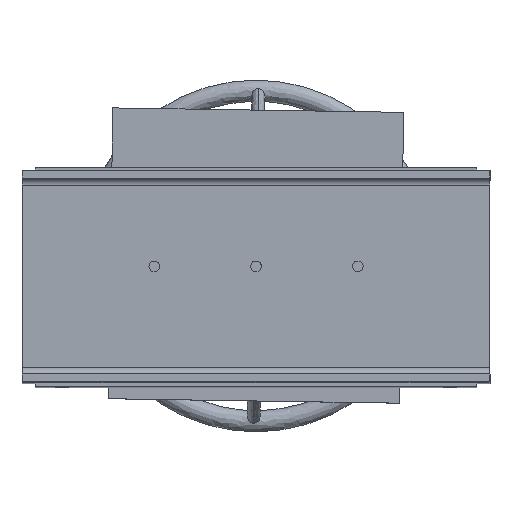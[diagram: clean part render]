
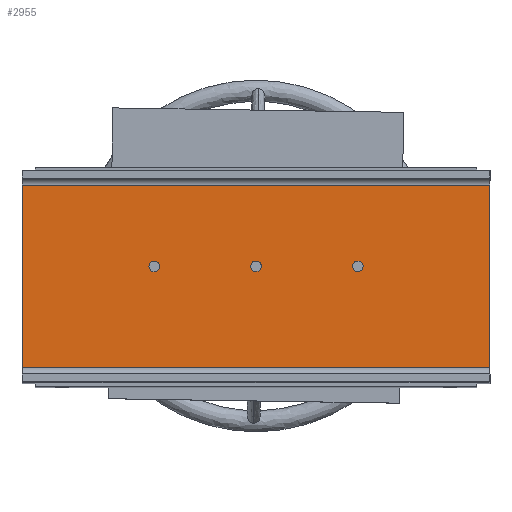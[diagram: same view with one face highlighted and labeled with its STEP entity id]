
A CAD part, top view. The second image highlights one B-rep face of the part: STEP entity #2955.
In plain terms, the highlighted free-form (B-spline) face has degree [1, 1] with [2, 2] control points.
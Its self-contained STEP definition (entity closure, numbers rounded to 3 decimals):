
#2440 = VERTEX_POINT('',#2441);
#2441 = CARTESIAN_POINT('',(125.104,324.191,
    849.075));
#2459 = VERTEX_POINT('',#2460);
#2460 = CARTESIAN_POINT('',(131.963,324.191,
    849.075));
#2465 = EDGE_CURVE('',#2459,#2440,#2466,.T.);
#2466 = ( BOUNDED_CURVE() B_SPLINE_CURVE(2,(#2467,#2468,#2469,#2470,
#2471),.UNSPECIFIED.,.F.,.F.) B_SPLINE_CURVE_WITH_KNOTS((3,2,3),(
    4.712,6.283,7.854),
.PIECEWISE_BEZIER_KNOTS.) CURVE() GEOMETRIC_REPRESENTATION_ITEM() 
RATIONAL_B_SPLINE_CURVE((1.,0.707,1.,0.707,1.)) 
REPRESENTATION_ITEM('') );
#2467 = CARTESIAN_POINT('',(131.963,324.191,
    849.075));
#2468 = CARTESIAN_POINT('',(131.963,320.762,
    849.075));
#2469 = CARTESIAN_POINT('',(128.534,320.762,
    849.075));
#2470 = CARTESIAN_POINT('',(125.104,320.762,
    849.075));
#2471 = CARTESIAN_POINT('',(125.104,324.191,
    849.075));
#2488 = VERTEX_POINT('',#2489);
#2489 = CARTESIAN_POINT('',(59.093,324.191,
    849.075));
#2507 = VERTEX_POINT('',#2508);
#2508 = CARTESIAN_POINT('',(65.952,324.191,
    849.075));
#2513 = EDGE_CURVE('',#2507,#2488,#2514,.T.);
#2514 = ( BOUNDED_CURVE() B_SPLINE_CURVE(2,(#2515,#2516,#2517,#2518,
#2519),.UNSPECIFIED.,.F.,.F.) B_SPLINE_CURVE_WITH_KNOTS((3,2,3),(
    4.712,6.283,7.854),
.PIECEWISE_BEZIER_KNOTS.) CURVE() GEOMETRIC_REPRESENTATION_ITEM() 
RATIONAL_B_SPLINE_CURVE((1.,0.707,1.,0.707,1.)) 
REPRESENTATION_ITEM('') );
#2515 = CARTESIAN_POINT('',(65.952,324.191,
    849.075));
#2516 = CARTESIAN_POINT('',(65.952,320.762,
    849.075));
#2517 = CARTESIAN_POINT('',(62.522,320.762,
    849.075));
#2518 = CARTESIAN_POINT('',(59.093,320.762,
    849.075));
#2519 = CARTESIAN_POINT('',(59.093,324.191,
    849.075));
#2536 = VERTEX_POINT('',#2537);
#2537 = CARTESIAN_POINT('',(191.115,324.191,
    849.075));
#2555 = VERTEX_POINT('',#2556);
#2556 = CARTESIAN_POINT('',(197.974,324.191,
    849.075));
#2561 = EDGE_CURVE('',#2555,#2536,#2562,.T.);
#2562 = ( BOUNDED_CURVE() B_SPLINE_CURVE(2,(#2563,#2564,#2565,#2566,
#2567),.UNSPECIFIED.,.F.,.F.) B_SPLINE_CURVE_WITH_KNOTS((3,2,3),(
    4.712,6.283,7.854),
.PIECEWISE_BEZIER_KNOTS.) CURVE() GEOMETRIC_REPRESENTATION_ITEM() 
RATIONAL_B_SPLINE_CURVE((1.,0.707,1.,0.707,1.)) 
REPRESENTATION_ITEM('') );
#2563 = CARTESIAN_POINT('',(197.974,324.191,
    849.075));
#2564 = CARTESIAN_POINT('',(197.974,320.762,
    849.075));
#2565 = CARTESIAN_POINT('',(194.545,320.762,
    849.075));
#2566 = CARTESIAN_POINT('',(191.115,320.762,
    849.075));
#2567 = CARTESIAN_POINT('',(191.115,324.191,
    849.075));
#2929 = VERTEX_POINT('',#2930);
#2930 = CARTESIAN_POINT('',(-23.206,258.609,
    849.075));
#2936 = EDGE_CURVE('',#2929,#2937,#2939,.T.);
#2937 = VERTEX_POINT('',#2938);
#2938 = CARTESIAN_POINT('',(280.273,258.609,
    849.075));
#2939 = B_SPLINE_CURVE_WITH_KNOTS('',1,(#2940,#2941),.UNSPECIFIED.,.F.,
  .F.,(2,2),(-0.,354.),.PIECEWISE_BEZIER_KNOTS.);
#2940 = CARTESIAN_POINT('',(-23.206,258.609,
    849.075));
#2941 = CARTESIAN_POINT('',(280.273,258.609,
    849.075));
#2955 = ADVANCED_FACE('',(#2956,#2967,#2978,#2989),#3011,.F.);
#2956 = FACE_BOUND('',#2957,.T.);
#2957 = EDGE_LOOP('',(#2958,#2966));
#2958 = ORIENTED_EDGE('',*,*,#2959,.T.);
#2959 = EDGE_CURVE('',#2440,#2459,#2960,.T.);
#2960 = ( BOUNDED_CURVE() B_SPLINE_CURVE(2,(#2961,#2962,#2963,#2964,
#2965),.UNSPECIFIED.,.F.,.F.) B_SPLINE_CURVE_WITH_KNOTS((3,2,3),(
    1.571,3.142,4.712),
.PIECEWISE_BEZIER_KNOTS.) CURVE() GEOMETRIC_REPRESENTATION_ITEM() 
RATIONAL_B_SPLINE_CURVE((1.,0.707,1.,0.707,1.)) 
REPRESENTATION_ITEM('') );
#2961 = CARTESIAN_POINT('',(125.104,324.191,
    849.075));
#2962 = CARTESIAN_POINT('',(125.104,327.62,
    849.075));
#2963 = CARTESIAN_POINT('',(128.534,327.62,
    849.075));
#2964 = CARTESIAN_POINT('',(131.963,327.62,
    849.075));
#2965 = CARTESIAN_POINT('',(131.963,324.191,
    849.075));
#2966 = ORIENTED_EDGE('',*,*,#2465,.T.);
#2967 = FACE_BOUND('',#2968,.T.);
#2968 = EDGE_LOOP('',(#2969,#2977));
#2969 = ORIENTED_EDGE('',*,*,#2970,.T.);
#2970 = EDGE_CURVE('',#2488,#2507,#2971,.T.);
#2971 = ( BOUNDED_CURVE() B_SPLINE_CURVE(2,(#2972,#2973,#2974,#2975,
#2976),.UNSPECIFIED.,.F.,.F.) B_SPLINE_CURVE_WITH_KNOTS((3,2,3),(
    1.571,3.142,4.712),
.PIECEWISE_BEZIER_KNOTS.) CURVE() GEOMETRIC_REPRESENTATION_ITEM() 
RATIONAL_B_SPLINE_CURVE((1.,0.707,1.,0.707,1.)) 
REPRESENTATION_ITEM('') );
#2972 = CARTESIAN_POINT('',(59.093,324.191,
    849.075));
#2973 = CARTESIAN_POINT('',(59.093,327.62,
    849.075));
#2974 = CARTESIAN_POINT('',(62.522,327.62,
    849.075));
#2975 = CARTESIAN_POINT('',(65.952,327.62,
    849.075));
#2976 = CARTESIAN_POINT('',(65.952,324.191,
    849.075));
#2977 = ORIENTED_EDGE('',*,*,#2513,.T.);
#2978 = FACE_BOUND('',#2979,.T.);
#2979 = EDGE_LOOP('',(#2980,#2988));
#2980 = ORIENTED_EDGE('',*,*,#2981,.T.);
#2981 = EDGE_CURVE('',#2536,#2555,#2982,.T.);
#2982 = ( BOUNDED_CURVE() B_SPLINE_CURVE(2,(#2983,#2984,#2985,#2986,
#2987),.UNSPECIFIED.,.F.,.F.) B_SPLINE_CURVE_WITH_KNOTS((3,2,3),(
    1.571,3.142,4.712),
.PIECEWISE_BEZIER_KNOTS.) CURVE() GEOMETRIC_REPRESENTATION_ITEM() 
RATIONAL_B_SPLINE_CURVE((1.,0.707,1.,0.707,1.)) 
REPRESENTATION_ITEM('') );
#2983 = CARTESIAN_POINT('',(191.115,324.191,
    849.075));
#2984 = CARTESIAN_POINT('',(191.115,327.62,
    849.075));
#2985 = CARTESIAN_POINT('',(194.545,327.62,
    849.075));
#2986 = CARTESIAN_POINT('',(197.974,327.62,
    849.075));
#2987 = CARTESIAN_POINT('',(197.974,324.191,
    849.075));
#2988 = ORIENTED_EDGE('',*,*,#2561,.T.);
#2989 = FACE_BOUND('',#2990,.T.);
#2990 = EDGE_LOOP('',(#2991,#2998,#3005,#3010));
#2991 = ORIENTED_EDGE('',*,*,#2992,.T.);
#2992 = EDGE_CURVE('',#2937,#2993,#2995,.T.);
#2993 = VERTEX_POINT('',#2994);
#2994 = CARTESIAN_POINT('',(280.273,376.914,
    849.075));
#2995 = B_SPLINE_CURVE_WITH_KNOTS('',1,(#2996,#2997),.UNSPECIFIED.,.F.,
  .F.,(2,2),(-128.154,9.846),.PIECEWISE_BEZIER_KNOTS.);
#2996 = CARTESIAN_POINT('',(280.273,258.609,
    849.075));
#2997 = CARTESIAN_POINT('',(280.273,376.914,
    849.075));
#2998 = ORIENTED_EDGE('',*,*,#2999,.F.);
#2999 = EDGE_CURVE('',#3000,#2993,#3002,.T.);
#3000 = VERTEX_POINT('',#3001);
#3001 = CARTESIAN_POINT('',(-23.206,376.914,
    849.075));
#3002 = B_SPLINE_CURVE_WITH_KNOTS('',1,(#3003,#3004),.UNSPECIFIED.,.F.,
  .F.,(2,2),(-0.,354.),.PIECEWISE_BEZIER_KNOTS.);
#3003 = CARTESIAN_POINT('',(-23.206,376.914,
    849.075));
#3004 = CARTESIAN_POINT('',(280.273,376.914,
    849.075));
#3005 = ORIENTED_EDGE('',*,*,#3006,.F.);
#3006 = EDGE_CURVE('',#2929,#3000,#3007,.T.);
#3007 = B_SPLINE_CURVE_WITH_KNOTS('',1,(#3008,#3009),.UNSPECIFIED.,.F.,
  .F.,(2,2),(-9.846,128.154),.PIECEWISE_BEZIER_KNOTS.);
#3008 = CARTESIAN_POINT('',(-23.206,258.609,
    849.075));
#3009 = CARTESIAN_POINT('',(-23.206,376.914,
    849.075));
#3010 = ORIENTED_EDGE('',*,*,#2936,.T.);
#3011 = B_SPLINE_SURFACE_WITH_KNOTS('',1,1,(
    (#3012,#3013)
    ,(#3014,#3015
    )),.UNSPECIFIED.,.F.,.F.,.F.,(2,2),(2,2),(-9.846,
    128.154),(-354.,0.),.PIECEWISE_BEZIER_KNOTS.);
#3012 = CARTESIAN_POINT('',(280.273,376.914,
    849.075));
#3013 = CARTESIAN_POINT('',(-23.206,376.914,
    849.075));
#3014 = CARTESIAN_POINT('',(280.273,258.609,
    849.075));
#3015 = CARTESIAN_POINT('',(-23.206,258.609,
    849.075));
